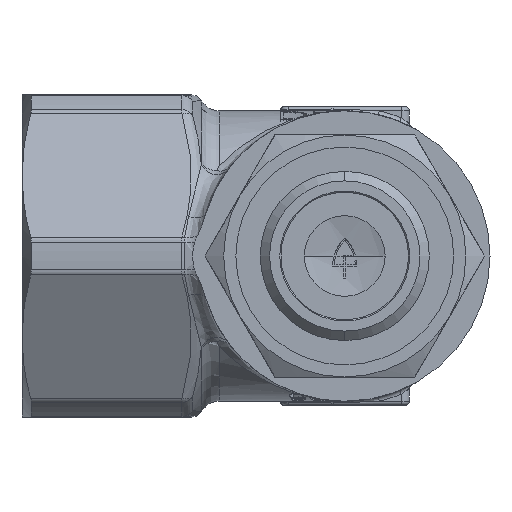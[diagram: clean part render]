
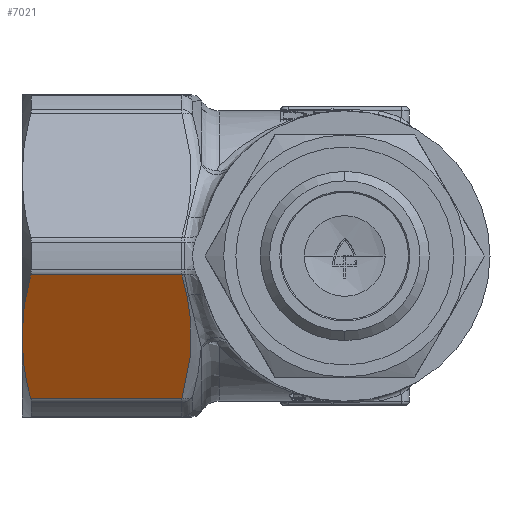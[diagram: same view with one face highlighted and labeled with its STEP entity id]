
A CAD part, front view. The second image highlights one B-rep face of the part: STEP entity #7021.
In plain terms, the highlighted planar face has unit normal (0, -0.866, -0.5).
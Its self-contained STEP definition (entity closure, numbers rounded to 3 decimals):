
#586 = ORIENTED_EDGE ( 'NONE', *, *, #27225, .T. ) ;
#1434 = CARTESIAN_POINT ( 'NONE',  ( -20.175, 0.264, -2.351 ) ) ;
#1514 = CARTESIAN_POINT ( 'NONE',  ( -38.924, 0.264, -2.351 ) ) ;
#1843 = DIRECTION ( 'NONE',  ( -1., 0., 0. ) ) ;
#2370 = CARTESIAN_POINT ( 'NONE',  ( -16.5, 10.453, -20. ) ) ;
#3404 = VERTEX_POINT ( 'NONE', #29090 ) ;
#3949 = VERTEX_POINT ( 'NONE', #22622 ) ;
#4478 = CARTESIAN_POINT ( 'NONE',  ( -40., 4.679, -10. ) ) ;
#4482 = VERTEX_POINT ( 'NONE', #16301 ) ;
#5793 = CARTESIAN_POINT ( 'NONE',  ( -20.175, 9.095, -17.649 ) ) ;
#6853 = B_SPLINE_CURVE_WITH_KNOTS ( 'NONE', 3,
 ( #16925, #17696, #19997, #17227, #24492, #24584 ),
 .UNSPECIFIED., .F., .F.,
 ( 4, 2, 4 ),
 ( 0., 0.004, 0.009 ),
 .UNSPECIFIED. ) ;
#7006 = DIRECTION ( 'NONE',  ( 0., 0.866, 0.5 ) ) ;
#7021 = ADVANCED_FACE ( 'NONE', ( #17326 ), #9286, .F. ) ;
#8189 = CARTESIAN_POINT ( 'NONE',  ( -20.175, 9.095, -17.649 ) ) ;
#8371 = CARTESIAN_POINT ( 'NONE',  ( -19.019, 5.406, -11.258 ) ) ;
#8831 = VERTEX_POINT ( 'NONE', #17180 ) ;
#9286 = PLANE ( 'NONE',  #10977 ) ;
#10467 = CARTESIAN_POINT ( 'NONE',  ( -19.124, 6.157, -12.559 ) ) ;
#10977 = AXIS2_PLACEMENT_3D ( 'NONE', #2370, #7006, #20458 ) ;
#11608 = CARTESIAN_POINT ( 'NONE',  ( -40., 5.048, -10.639 ) ) ;
#12537 = ORIENTED_EDGE ( 'NONE', *, *, #26593, .T. ) ;
#12556 = B_SPLINE_CURVE_WITH_KNOTS ( 'NONE', 3,
 ( #8189, #17647, #13109, #10467, #8371, #17459, #12910, #24534, #26536, #1434 ),
 .UNSPECIFIED., .F., .F.,
 ( 4, 2, 2, 2, 4 ),
 ( 0., 0.004, 0.009, 0.013, 0.018 ),
 .UNSPECIFIED. ) ;
#12910 = CARTESIAN_POINT ( 'NONE',  ( -19.128, 3.183, -7.408 ) ) ;
#13109 = CARTESIAN_POINT ( 'NONE',  ( -19.522, 7.636, -15.122 ) ) ;
#13459 = CARTESIAN_POINT ( 'NONE',  ( -39.263, 8.37, -16.392 ) ) ;
#15508 = VECTOR ( 'NONE', #19554, 1000. ) ;
#15768 = CARTESIAN_POINT ( 'NONE',  ( -38.924, 9.095, -17.649 ) ) ;
#16079 = CARTESIAN_POINT ( 'NONE',  ( -39.534, 7.639, -15.125 ) ) ;
#16301 = CARTESIAN_POINT ( 'NONE',  ( -20.175, 0.264, -2.351 ) ) ;
#16331 = VERTEX_POINT ( 'NONE', #1514 ) ;
#16925 = CARTESIAN_POINT ( 'NONE',  ( -38.924, 0.264, -2.351 ) ) ;
#17180 = CARTESIAN_POINT ( 'NONE',  ( -20.175, 9.095, -17.649 ) ) ;
#17227 = CARTESIAN_POINT ( 'NONE',  ( -39.903, 3.197, -7.432 ) ) ;
#17326 = FACE_OUTER_BOUND ( 'NONE', #21152, .T. ) ;
#17459 = CARTESIAN_POINT ( 'NONE',  ( -19.022, 3.921, -8.686 ) ) ;
#17647 = CARTESIAN_POINT ( 'NONE',  ( -19.814, 8.369, -16.39 ) ) ;
#17696 = CARTESIAN_POINT ( 'NONE',  ( -39.265, 0.993, -3.615 ) ) ;
#18000 = LINE ( 'NONE', #5793, #15508 ) ;
#19554 = DIRECTION ( 'NONE',  ( 1., 0., 0. ) ) ;
#19997 = CARTESIAN_POINT ( 'NONE',  ( -39.535, 1.725, -4.883 ) ) ;
#20354 = CARTESIAN_POINT ( 'NONE',  ( -39.811, 6.531, -13.208 ) ) ;
#20458 = DIRECTION ( 'NONE',  ( 0., -0.5, 0.866 ) ) ;
#21152 = EDGE_LOOP ( 'NONE', ( #25954, #21517, #586, #26224, #12537 ) ) ;
#21338 = LINE ( 'NONE', #29755, #25259 ) ;
#21517 = ORIENTED_EDGE ( 'NONE', *, *, #27036, .T. ) ;
#22622 = CARTESIAN_POINT ( 'NONE',  ( -38.924, 9.095, -17.649 ) ) ;
#22656 = EDGE_CURVE ( 'NONE', #4482, #16331, #21338, .T. ) ;
#23997 = EDGE_CURVE ( 'NONE', #3949, #8831, #18000, .T. ) ;
#24492 = CARTESIAN_POINT ( 'NONE',  ( -40., 3.936, -8.713 ) ) ;
#24534 = CARTESIAN_POINT ( 'NONE',  ( -19.525, 1.717, -4.869 ) ) ;
#24584 = CARTESIAN_POINT ( 'NONE',  ( -40., 4.679, -10. ) ) ;
#25259 = VECTOR ( 'NONE', #1843, 1000. ) ;
#25694 = B_SPLINE_CURVE_WITH_KNOTS ( 'NONE', 3,
 ( #4478, #11608, #27476, #29796, #20354, #16079, #13459, #15768 ),
 .UNSPECIFIED., .F., .F.,
 ( 4, 2, 2, 4 ),
 ( 0.009, 0.011, 0.013, 0.018 ),
 .UNSPECIFIED. ) ;
#25954 = ORIENTED_EDGE ( 'NONE', *, *, #22656, .T. ) ;
#26224 = ORIENTED_EDGE ( 'NONE', *, *, #23997, .T. ) ;
#26536 = CARTESIAN_POINT ( 'NONE',  ( -19.815, 0.989, -3.607 ) ) ;
#26593 = EDGE_CURVE ( 'NONE', #8831, #4482, #12556, .T. ) ;
#27036 = EDGE_CURVE ( 'NONE', #16331, #3404, #6853, .T. ) ;
#27225 = EDGE_CURVE ( 'NONE', #3404, #3949, #25694, .T. ) ;
#27476 = CARTESIAN_POINT ( 'NONE',  ( -39.976, 5.418, -11.279 ) ) ;
#29090 = CARTESIAN_POINT ( 'NONE',  ( -40., 4.679, -10. ) ) ;
#29755 = CARTESIAN_POINT ( 'NONE',  ( -40., 0.264, -2.351 ) ) ;
#29796 = CARTESIAN_POINT ( 'NONE',  ( -39.882, 6.16, -12.564 ) ) ;
